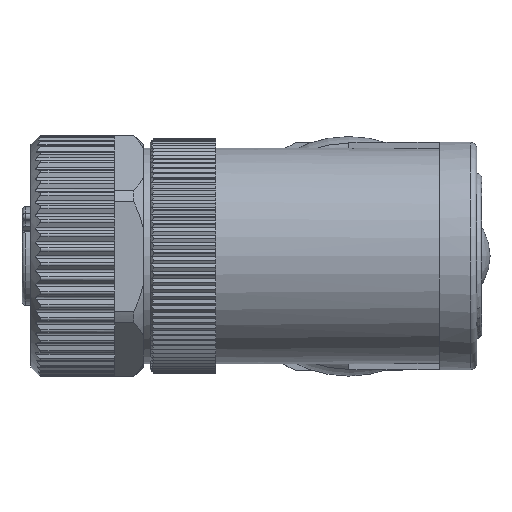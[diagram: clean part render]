
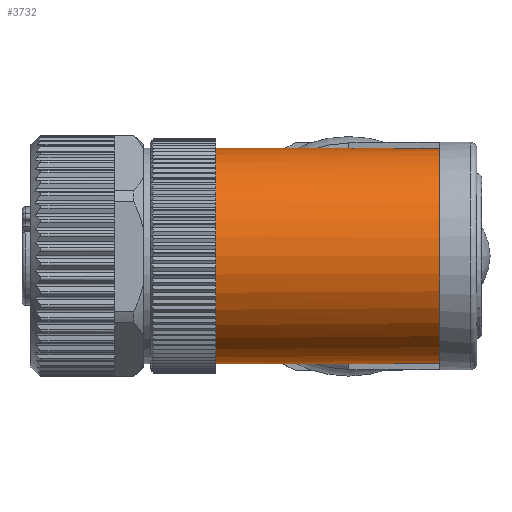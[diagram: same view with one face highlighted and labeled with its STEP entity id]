
A CAD part, top view. The second image highlights one B-rep face of the part: STEP entity #3732.
In plain terms, the highlighted cylindrical face has radius 9 mm (diameter 18 mm), a full revolution.
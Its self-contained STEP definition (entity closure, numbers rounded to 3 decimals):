
#46=ELLIPSE('',#12785,68.99,9.);
#49=ELLIPSE('',#12792,68.99,9.);
#81=B_SPLINE_CURVE_WITH_KNOTS('',3,(#16556,#16557,#16558,#16559,#16560,
#16561,#16562,#16563,#16564,#16565,#16566,#16567,#16568,#16569),
 .UNSPECIFIED.,.F.,.F.,(4,2,2,2,2,2,4),(0.,0.25,0.375,0.5,0.625,0.75,1.),
 .UNSPECIFIED.);
#3732=ADVANCED_FACE('',(#4332,#4333),#4179,.T.);
#4179=CYLINDRICAL_SURFACE('',#12794,9.);
#4332=FACE_BOUND('',#4723,.T.);
#4333=FACE_BOUND('',#4724,.T.);
#4723=EDGE_LOOP('',(#6939,#6940,#6941,#6942,#6943,#6944));
#4724=EDGE_LOOP('',(#6945));
#6939=ORIENTED_EDGE('',*,*,#9979,.F.);
#6940=ORIENTED_EDGE('',*,*,#9982,.F.);
#6941=ORIENTED_EDGE('',*,*,#9976,.F.);
#6942=ORIENTED_EDGE('',*,*,#10896,.T.);
#6943=ORIENTED_EDGE('',*,*,#10897,.T.);
#6944=ORIENTED_EDGE('',*,*,#10890,.T.);
#6945=ORIENTED_EDGE('',*,*,#10380,.T.);
#8756=VERTEX_POINT('',#16521);
#8759=VERTEX_POINT('',#16526);
#8762=VERTEX_POINT('',#16533);
#8763=VERTEX_POINT('',#16535);
#9161=VERTEX_POINT('',#17465);
#9371=VERTEX_POINT('',#18990);
#9375=VERTEX_POINT('',#19002);
#9976=EDGE_CURVE('',#8759,#8756,#11823,.T.);
#9979=EDGE_CURVE('',#8762,#8763,#11826,.T.);
#9982=EDGE_CURVE('',#8756,#8762,#81,.T.);
#10380=EDGE_CURVE('',#9161,#9161,#12026,.T.);
#10890=EDGE_CURVE('',#9371,#8763,#46,.T.);
#10896=EDGE_CURVE('',#8759,#9375,#49,.T.);
#10897=EDGE_CURVE('',#9375,#9371,#12036,.T.);
#11823=CIRCLE('',#12267,9.);
#11826=CIRCLE('',#12271,9.);
#12026=CIRCLE('',#12572,9.);
#12036=CIRCLE('',#12793,9.);
#12267=AXIS2_PLACEMENT_3D('',#16527,#13387,#13388);
#12271=AXIS2_PLACEMENT_3D('',#16534,#13395,#13396);
#12572=AXIS2_PLACEMENT_3D('',#17464,#14196,#14197);
#12785=AXIS2_PLACEMENT_3D('',#18989,#14924,#14925);
#12792=AXIS2_PLACEMENT_3D('',#19001,#14939,#14940);
#12793=AXIS2_PLACEMENT_3D('',#19003,#14941,#14942);
#12794=AXIS2_PLACEMENT_3D('',#19004,#14943,#14944);
#13387=DIRECTION('',(1.,0.,0.));
#13388=DIRECTION('',(0.,0.,1.));
#13395=DIRECTION('',(1.,0.,0.));
#13396=DIRECTION('',(0.,0.,1.));
#14196=DIRECTION('',(1.,0.,0.));
#14197=DIRECTION('',(0.,0.,-1.));
#14924=DIRECTION('',(-0.13,0.,0.991));
#14925=DIRECTION('',(0.991,0.,0.13));
#14939=DIRECTION('',(-0.13,0.,0.991));
#14940=DIRECTION('',(0.991,0.,0.13));
#14941=DIRECTION('',(-1.,0.,0.));
#14942=DIRECTION('',(0.,0.,1.));
#14943=DIRECTION('',(1.,0.,0.));
#14944=DIRECTION('',(0.,0.,-1.));
#16521=CARTESIAN_POINT('',(14.4,-8.689,-2.344));
#16526=CARTESIAN_POINT('',(14.4,-8.986,-0.5));
#16527=CARTESIAN_POINT('',(14.4,0.,0.));
#16533=CARTESIAN_POINT('',(14.4,8.689,-2.344));
#16534=CARTESIAN_POINT('',(14.4,0.,0.));
#16535=CARTESIAN_POINT('',(14.4,8.986,-0.5));
#16556=CARTESIAN_POINT('',(14.4,-8.689,-2.344));
#16557=CARTESIAN_POINT('',(12.346,-8.301,-3.783));
#16558=CARTESIAN_POINT('',(10.348,-7.537,-5.266));
#16559=CARTESIAN_POINT('',(7.707,-5.481,-7.201));
#16560=CARTESIAN_POINT('',(6.89,-4.636,-7.794));
#16561=CARTESIAN_POINT('',(5.643,-2.598,-8.688));
#16562=CARTESIAN_POINT('',(5.208,-1.34,-8.993));
#16563=CARTESIAN_POINT('',(5.189,1.247,-9.007));
#16564=CARTESIAN_POINT('',(5.605,2.515,-8.715));
#16565=CARTESIAN_POINT('',(6.85,4.591,-7.823));
#16566=CARTESIAN_POINT('',(7.665,5.439,-7.231));
#16567=CARTESIAN_POINT('',(10.281,7.501,-5.315));
#16568=CARTESIAN_POINT('',(12.346,8.301,-3.783));
#16569=CARTESIAN_POINT('',(14.4,8.689,-2.344));
#17464=CARTESIAN_POINT('',(3.3,0.,0.));
#17465=CARTESIAN_POINT('',(3.3,0.,-9.));
#18989=CARTESIAN_POINT('',(18.2,0.,0.));
#18990=CARTESIAN_POINT('',(22.,8.986,0.5));
#19001=CARTESIAN_POINT('',(18.2,0.,0.));
#19002=CARTESIAN_POINT('',(22.,-8.986,0.5));
#19003=CARTESIAN_POINT('',(22.,0.,0.));
#19004=CARTESIAN_POINT('',(0.,0.,0.));
